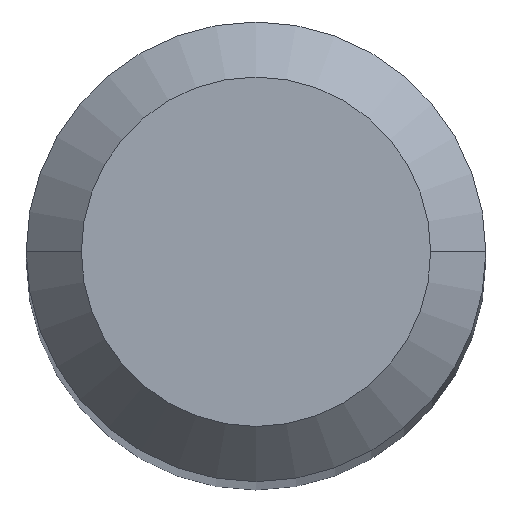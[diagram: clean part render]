
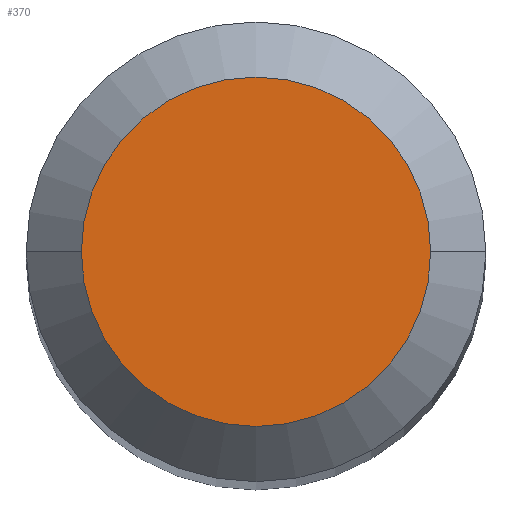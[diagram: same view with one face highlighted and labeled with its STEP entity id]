
A CAD part, top view. The second image highlights one B-rep face of the part: STEP entity #370.
In plain terms, the highlighted planar face has unit normal (0, 0, 1).
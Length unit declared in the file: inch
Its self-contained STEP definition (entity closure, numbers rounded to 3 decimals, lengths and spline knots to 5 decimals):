
#53 = ORIENTED_EDGE ( 'NONE', *, *, #221, .T. ) ;
#72 = PLANE ( 'NONE',  #232 ) ;
#114 = AXIS2_PLACEMENT_3D ( 'NONE', #453, #394, #288 ) ;
#136 = DIRECTION ( 'NONE',  ( 0., 0., 1. ) ) ;
#142 = DIRECTION ( 'NONE',  ( -1., 0., 0. ) ) ;
#143 = CIRCLE ( 'NONE', #367, 0.0475 ) ;
#145 = CARTESIAN_POINT ( 'NONE',  ( 0., 0.0475, 0. ) ) ;
#151 = CIRCLE ( 'NONE', #114, 0.0475 ) ;
#164 = EDGE_LOOP ( 'NONE', ( #53, #413 ) ) ;
#221 = EDGE_CURVE ( 'NONE', #332, #347, #143, .T. ) ;
#232 = AXIS2_PLACEMENT_3D ( 'NONE', #145, #261, #142 ) ;
#261 = DIRECTION ( 'NONE',  ( 0., 0., -1. ) ) ;
#266 = EDGE_CURVE ( 'NONE', #347, #332, #151, .T. ) ;
#288 = DIRECTION ( 'NONE',  ( 1., 0., 0. ) ) ;
#290 = CARTESIAN_POINT ( 'NONE',  ( 0., 0., 0. ) ) ;
#297 = CARTESIAN_POINT ( 'NONE',  ( 0.0475, 0., 0. ) ) ;
#323 = DIRECTION ( 'NONE',  ( 1., 0., 0. ) ) ;
#329 = FACE_OUTER_BOUND ( 'NONE', #164, .T. ) ;
#332 = VERTEX_POINT ( 'NONE', #364 ) ;
#347 = VERTEX_POINT ( 'NONE', #297 ) ;
#364 = CARTESIAN_POINT ( 'NONE',  ( -0.0475, 0., 0. ) ) ;
#367 = AXIS2_PLACEMENT_3D ( 'NONE', #290, #136, #323 ) ;
#370 = ADVANCED_FACE ( 'NONE', ( #329 ), #72, .F. ) ;
#394 = DIRECTION ( 'NONE',  ( 0., 0., 1. ) ) ;
#413 = ORIENTED_EDGE ( 'NONE', *, *, #266, .T. ) ;
#453 = CARTESIAN_POINT ( 'NONE',  ( 0., 0., 0. ) ) ;
